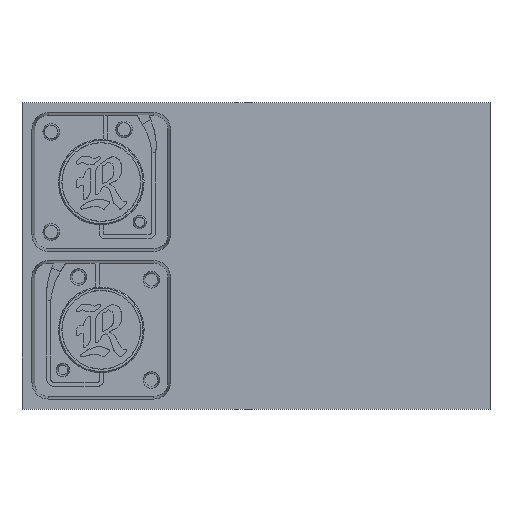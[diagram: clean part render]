
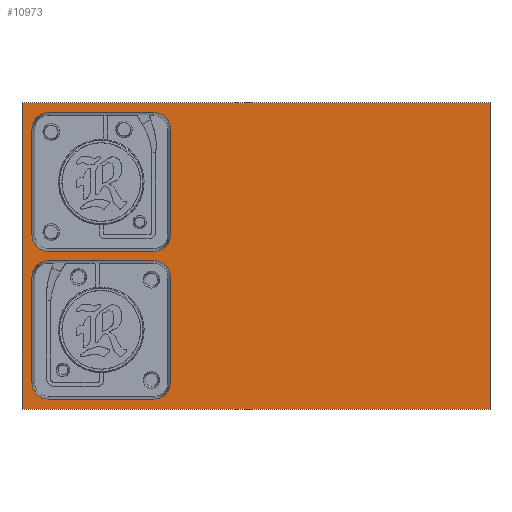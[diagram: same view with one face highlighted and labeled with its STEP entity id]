
A CAD part, top view. The second image highlights one B-rep face of the part: STEP entity #10973.
In plain terms, the highlighted planar face has unit normal (0, 0, 1).
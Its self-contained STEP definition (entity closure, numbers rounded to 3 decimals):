
#621=FACE_BOUND('',#1998,.T.);
#622=FACE_BOUND('',#1999,.T.);
#809=PLANE('',#11897);
#1393=FACE_OUTER_BOUND('',#1997,.T.);
#1997=EDGE_LOOP('',(#10079,#10080,#10081,#10082));
#1998=EDGE_LOOP('',(#10083,#10084,#10085,#10086,#10087,#10088,#10089,#10090));
#1999=EDGE_LOOP('',(#10091,#10092,#10093,#10094,#10095,#10096,#10097,#10098));
#2407=CIRCLE('',#11873,5.);
#2408=CIRCLE('',#11876,5.);
#2409=CIRCLE('',#11879,5.);
#2410=CIRCLE('',#11881,5.);
#2411=CIRCLE('',#11884,5.);
#2412=CIRCLE('',#11887,5.);
#2413=CIRCLE('',#11890,5.);
#2414=CIRCLE('',#11892,5.);
#2784=LINE('',#18413,#3564);
#3139=LINE('',#22164,#3919);
#3166=LINE('',#22365,#3946);
#3169=LINE('',#22373,#3949);
#3172=LINE('',#22381,#3952);
#3175=LINE('',#22391,#3955);
#3178=LINE('',#22399,#3958);
#3181=LINE('',#22407,#3961);
#3185=LINE('',#22420,#3965);
#3188=LINE('',#22426,#3968);
#3191=LINE('',#22432,#3971);
#3194=LINE('',#22436,#3974);
#3564=VECTOR('',#13128,10.);
#3919=VECTOR('',#14309,10.);
#3946=VECTOR('',#14418,10.);
#3949=VECTOR('',#14427,10.);
#3952=VECTOR('',#14436,10.);
#3955=VECTOR('',#14449,10.);
#3958=VECTOR('',#14458,10.);
#3961=VECTOR('',#14467,10.);
#3965=VECTOR('',#14481,10.);
#3968=VECTOR('',#14486,10.);
#3971=VECTOR('',#14491,10.);
#3974=VECTOR('',#14496,10.);
#4515=VERTEX_POINT('',#18410);
#4516=VERTEX_POINT('',#18412);
#5048=VERTEX_POINT('',#22161);
#5049=VERTEX_POINT('',#22163);
#5067=VERTEX_POINT('',#22362);
#5068=VERTEX_POINT('',#22364);
#5069=VERTEX_POINT('',#22368);
#5070=VERTEX_POINT('',#22372);
#5071=VERTEX_POINT('',#22376);
#5072=VERTEX_POINT('',#22380);
#5073=VERTEX_POINT('',#22388);
#5074=VERTEX_POINT('',#22390);
#5075=VERTEX_POINT('',#22394);
#5076=VERTEX_POINT('',#22398);
#5077=VERTEX_POINT('',#22402);
#5078=VERTEX_POINT('',#22406);
#5081=VERTEX_POINT('',#22417);
#5082=VERTEX_POINT('',#22419);
#5084=VERTEX_POINT('',#22425);
#5086=VERTEX_POINT('',#22431);
#5894=EDGE_CURVE('',#4516,#4515,#2784,.T.);
#6680=EDGE_CURVE('',#5049,#5048,#3139,.T.);
#6722=EDGE_CURVE('',#5068,#5067,#3166,.T.);
#6724=EDGE_CURVE('',#5069,#5068,#2407,.T.);
#6726=EDGE_CURVE('',#5070,#5069,#3169,.T.);
#6728=EDGE_CURVE('',#5071,#5070,#2408,.T.);
#6730=EDGE_CURVE('',#5072,#5071,#3172,.T.);
#6732=EDGE_CURVE('',#4515,#5072,#2409,.T.);
#6733=EDGE_CURVE('',#5067,#4516,#2410,.T.);
#6735=EDGE_CURVE('',#5074,#5073,#3175,.T.);
#6737=EDGE_CURVE('',#5075,#5074,#2411,.T.);
#6739=EDGE_CURVE('',#5076,#5075,#3178,.T.);
#6741=EDGE_CURVE('',#5077,#5076,#2412,.T.);
#6743=EDGE_CURVE('',#5078,#5077,#3181,.T.);
#6745=EDGE_CURVE('',#5048,#5078,#2413,.T.);
#6746=EDGE_CURVE('',#5073,#5049,#2414,.T.);
#6749=EDGE_CURVE('',#5082,#5081,#3185,.T.);
#6752=EDGE_CURVE('',#5084,#5082,#3188,.T.);
#6755=EDGE_CURVE('',#5086,#5084,#3191,.T.);
#6758=EDGE_CURVE('',#5081,#5086,#3194,.T.);
#10079=ORIENTED_EDGE('',*,*,#6758,.T.);
#10080=ORIENTED_EDGE('',*,*,#6755,.T.);
#10081=ORIENTED_EDGE('',*,*,#6752,.T.);
#10082=ORIENTED_EDGE('',*,*,#6749,.T.);
#10083=ORIENTED_EDGE('',*,*,#6722,.T.);
#10084=ORIENTED_EDGE('',*,*,#6733,.T.);
#10085=ORIENTED_EDGE('',*,*,#5894,.T.);
#10086=ORIENTED_EDGE('',*,*,#6732,.T.);
#10087=ORIENTED_EDGE('',*,*,#6730,.T.);
#10088=ORIENTED_EDGE('',*,*,#6728,.T.);
#10089=ORIENTED_EDGE('',*,*,#6726,.T.);
#10090=ORIENTED_EDGE('',*,*,#6724,.T.);
#10091=ORIENTED_EDGE('',*,*,#6735,.T.);
#10092=ORIENTED_EDGE('',*,*,#6746,.T.);
#10093=ORIENTED_EDGE('',*,*,#6680,.T.);
#10094=ORIENTED_EDGE('',*,*,#6745,.T.);
#10095=ORIENTED_EDGE('',*,*,#6743,.T.);
#10096=ORIENTED_EDGE('',*,*,#6741,.T.);
#10097=ORIENTED_EDGE('',*,*,#6739,.T.);
#10098=ORIENTED_EDGE('',*,*,#6737,.T.);
#10973=ADVANCED_FACE('',(#1393,#621,#622),#809,.T.);
#11873=AXIS2_PLACEMENT_3D('',#22369,#14422,#14423);
#11876=AXIS2_PLACEMENT_3D('',#22377,#14431,#14432);
#11879=AXIS2_PLACEMENT_3D('',#22384,#14440,#14441);
#11881=AXIS2_PLACEMENT_3D('',#22386,#14444,#14445);
#11884=AXIS2_PLACEMENT_3D('',#22395,#14453,#14454);
#11887=AXIS2_PLACEMENT_3D('',#22403,#14462,#14463);
#11890=AXIS2_PLACEMENT_3D('',#22410,#14471,#14472);
#11892=AXIS2_PLACEMENT_3D('',#22412,#14475,#14476);
#11897=AXIS2_PLACEMENT_3D('',#22437,#14497,#14498);
#13128=DIRECTION('',(1.,0.,0.));
#14309=DIRECTION('',(1.,0.,0.));
#14418=DIRECTION('',(0.,1.,0.));
#14422=DIRECTION('center_axis',(0.,0.,-1.));
#14423=DIRECTION('ref_axis',(-1.,0.,0.));
#14427=DIRECTION('',(-1.,0.,0.));
#14431=DIRECTION('center_axis',(0.,0.,-1.));
#14432=DIRECTION('ref_axis',(0.,-1.,0.));
#14436=DIRECTION('',(0.,-1.,0.));
#14440=DIRECTION('center_axis',(0.,0.,-1.));
#14441=DIRECTION('ref_axis',(1.,0.,0.));
#14444=DIRECTION('center_axis',(0.,0.,-1.));
#14445=DIRECTION('ref_axis',(0.,1.,0.));
#14449=DIRECTION('',(0.,1.,0.));
#14453=DIRECTION('center_axis',(0.,0.,-1.));
#14454=DIRECTION('ref_axis',(-1.,0.,0.));
#14458=DIRECTION('',(-1.,0.,0.));
#14462=DIRECTION('center_axis',(0.,0.,-1.));
#14463=DIRECTION('ref_axis',(0.,-1.,0.));
#14467=DIRECTION('',(0.,-1.,0.));
#14471=DIRECTION('center_axis',(0.,0.,-1.));
#14472=DIRECTION('ref_axis',(1.,0.,0.));
#14475=DIRECTION('center_axis',(0.,0.,-1.));
#14476=DIRECTION('ref_axis',(0.,1.,0.));
#14481=DIRECTION('',(-1.,0.,0.));
#14486=DIRECTION('',(0.,1.,0.));
#14491=DIRECTION('',(1.,0.,0.));
#14496=DIRECTION('',(0.,-1.,0.));
#14497=DIRECTION('center_axis',(0.,0.,1.));
#14498=DIRECTION('ref_axis',(1.,0.,0.));
#18410=CARTESIAN_POINT('',(39.75,44.75,36.62));
#18412=CARTESIAN_POINT('',(8.,44.75,36.62));
#18413=CARTESIAN_POINT('',(55.11,44.75,36.62));
#22161=CARTESIAN_POINT('',(39.75,89.25,36.62));
#22163=CARTESIAN_POINT('',(8.,89.25,36.62));
#22164=CARTESIAN_POINT('',(55.11,89.25,36.62));
#22362=CARTESIAN_POINT('',(3.,39.75,36.62));
#22364=CARTESIAN_POINT('',(3.,8.,36.62));
#22365=CARTESIAN_POINT('',(3.,42.938,36.62));
#22368=CARTESIAN_POINT('',(8.,3.,36.62));
#22369=CARTESIAN_POINT('Origin',(8.,8.,36.62));
#22372=CARTESIAN_POINT('',(39.75,3.,36.62));
#22373=CARTESIAN_POINT('',(39.235,3.,36.62));
#22376=CARTESIAN_POINT('',(44.75,8.,36.62));
#22377=CARTESIAN_POINT('Origin',(39.75,8.,36.62));
#22380=CARTESIAN_POINT('',(44.75,39.75,36.62));
#22381=CARTESIAN_POINT('',(44.75,27.063,36.62));
#22384=CARTESIAN_POINT('Origin',(39.75,39.75,36.62));
#22386=CARTESIAN_POINT('Origin',(8.,39.75,36.62));
#22388=CARTESIAN_POINT('',(3.,84.25,36.62));
#22390=CARTESIAN_POINT('',(3.,52.5,36.62));
#22391=CARTESIAN_POINT('',(3.,65.188,36.62));
#22394=CARTESIAN_POINT('',(8.,47.5,36.62));
#22395=CARTESIAN_POINT('Origin',(8.,52.5,36.62));
#22398=CARTESIAN_POINT('',(39.75,47.5,36.62));
#22399=CARTESIAN_POINT('',(39.235,47.5,36.62));
#22402=CARTESIAN_POINT('',(44.75,52.5,36.62));
#22403=CARTESIAN_POINT('Origin',(39.75,52.5,36.62));
#22406=CARTESIAN_POINT('',(44.75,84.25,36.62));
#22407=CARTESIAN_POINT('',(44.75,49.313,36.62));
#22410=CARTESIAN_POINT('Origin',(39.75,84.25,36.62));
#22412=CARTESIAN_POINT('Origin',(8.,84.25,36.62));
#22417=CARTESIAN_POINT('',(0.,92.25,36.62));
#22419=CARTESIAN_POINT('',(140.94,92.25,36.62));
#22420=CARTESIAN_POINT('',(140.94,92.25,36.62));
#22425=CARTESIAN_POINT('',(140.94,0.,36.62));
#22426=CARTESIAN_POINT('',(140.94,0.,36.62));
#22431=CARTESIAN_POINT('',(0.,0.,36.62));
#22432=CARTESIAN_POINT('',(0.,0.,36.62));
#22436=CARTESIAN_POINT('',(0.,92.25,36.62));
#22437=CARTESIAN_POINT('Origin',(70.47,46.125,36.62));
